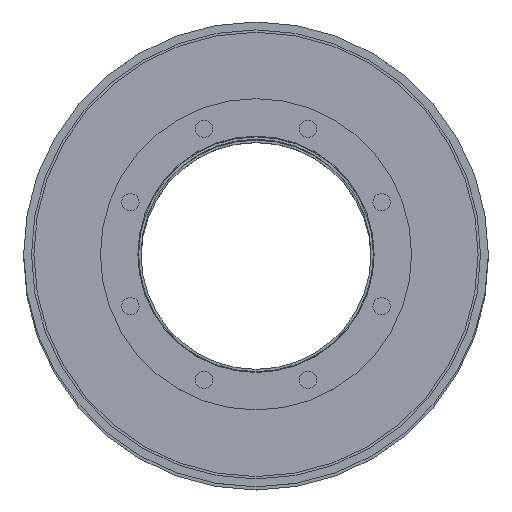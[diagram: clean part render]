
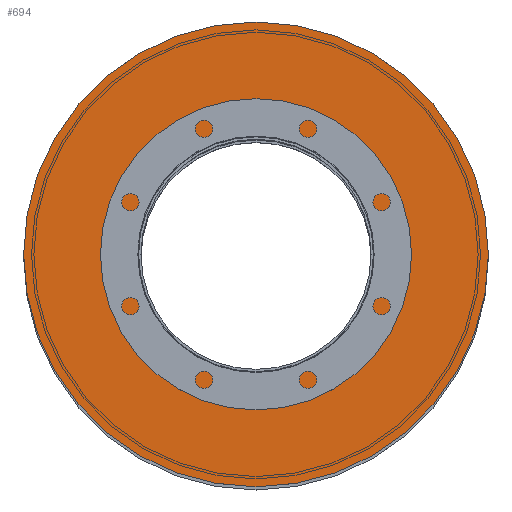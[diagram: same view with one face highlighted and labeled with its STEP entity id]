
A CAD part, top view. The second image highlights one B-rep face of the part: STEP entity #694.
In plain terms, the highlighted planar face has unit normal (0, 0, 1).
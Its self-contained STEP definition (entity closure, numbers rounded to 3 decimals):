
#42=PLANE('',#807);
#118=FACE_BOUND('',#285,.T.);
#166=FACE_OUTER_BOUND('',#284,.T.);
#284=EDGE_LOOP('',(#604));
#285=EDGE_LOOP('',(#605));
#356=CIRCLE('',#802,150.);
#358=CIRCLE('',#805,295.);
#420=VERTEX_POINT('',#1193);
#422=VERTEX_POINT('',#1198);
#484=EDGE_CURVE('',#420,#420,#356,.T.);
#486=EDGE_CURVE('',#422,#422,#358,.T.);
#604=ORIENTED_EDGE('',*,*,#486,.F.);
#605=ORIENTED_EDGE('',*,*,#484,.T.);
#694=ADVANCED_FACE('',(#166,#118),#42,.F.);
#802=AXIS2_PLACEMENT_3D('',#1194,#1005,#1006);
#805=AXIS2_PLACEMENT_3D('',#1199,#1011,#1012);
#807=AXIS2_PLACEMENT_3D('',#1202,#1015,#1016);
#1005=DIRECTION('center_axis',(0.,0.,-1.));
#1006=DIRECTION('ref_axis',(-1.,0.,0.));
#1011=DIRECTION('center_axis',(0.,0.,-1.));
#1012=DIRECTION('ref_axis',(-1.,0.,0.));
#1015=DIRECTION('center_axis',(0.,0.,-1.));
#1016=DIRECTION('ref_axis',(-1.,0.,0.));
#1193=CARTESIAN_POINT('',(150.,0.,2305.));
#1194=CARTESIAN_POINT('Origin',(0.,0.,2305.));
#1198=CARTESIAN_POINT('',(295.,0.,2305.));
#1199=CARTESIAN_POINT('Origin',(0.,0.,2305.));
#1202=CARTESIAN_POINT('Origin',(0.,0.,2305.));
